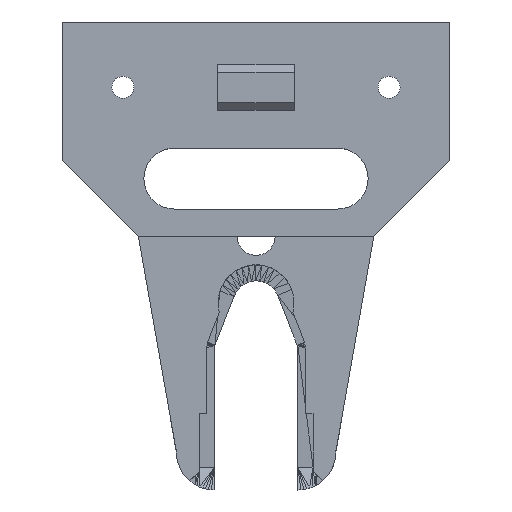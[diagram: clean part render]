
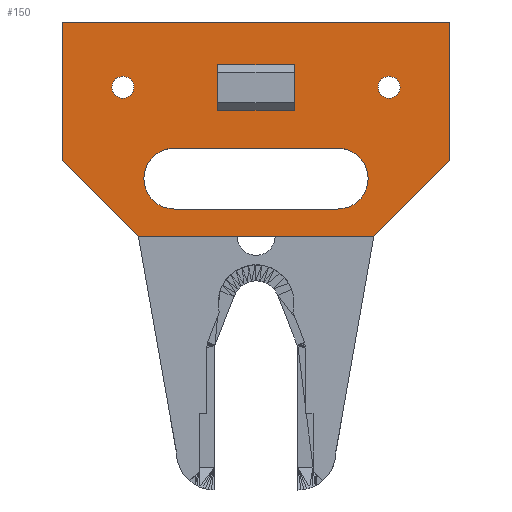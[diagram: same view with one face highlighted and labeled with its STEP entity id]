
A CAD part, top view. The second image highlights one B-rep face of the part: STEP entity #150.
In plain terms, the highlighted planar face has unit normal (0, 0, 1).
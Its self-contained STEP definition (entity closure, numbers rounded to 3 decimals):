
#44 = VERTEX_POINT('',#45);
#45 = CARTESIAN_POINT('',(-5.,3.,11.5));
#78 = VERTEX_POINT('',#79);
#79 = CARTESIAN_POINT('',(-5.,-3.,11.5));
#85 = EDGE_CURVE('',#44,#78,#86,.T.);
#86 = LINE('',#87,#88);
#87 = CARTESIAN_POINT('',(-5.,3.,11.5));
#88 = VECTOR('',#89,1.);
#89 = DIRECTION('',(0.,-1.,0.));
#100 = VERTEX_POINT('',#101);
#101 = CARTESIAN_POINT('',(5.,3.,11.5));
#116 = EDGE_CURVE('',#100,#44,#117,.T.);
#117 = LINE('',#118,#119);
#118 = CARTESIAN_POINT('',(5.,3.,11.5));
#119 = VECTOR('',#120,1.);
#120 = DIRECTION('',(-1.,0.,0.));
#150 = ADVANCED_FACE('',(#151,#201,#237,#248,#266),#277,.T.);
#151 = FACE_BOUND('',#152,.T.);
#152 = EDGE_LOOP('',(#153,#163,#171,#179,#187,#195));
#153 = ORIENTED_EDGE('',*,*,#154,.T.);
#154 = EDGE_CURVE('',#155,#157,#159,.T.);
#155 = VERTEX_POINT('',#156);
#156 = CARTESIAN_POINT('',(25.5,8.6,11.5));
#157 = VERTEX_POINT('',#158);
#158 = CARTESIAN_POINT('',(-25.5,8.6,11.5));
#159 = LINE('',#160,#161);
#160 = CARTESIAN_POINT('',(25.5,8.6,11.5));
#161 = VECTOR('',#162,1.);
#162 = DIRECTION('',(-1.,0.,0.));
#163 = ORIENTED_EDGE('',*,*,#164,.T.);
#164 = EDGE_CURVE('',#157,#165,#167,.T.);
#165 = VERTEX_POINT('',#166);
#166 = CARTESIAN_POINT('',(-25.5,-9.585,11.5));
#167 = LINE('',#168,#169);
#168 = CARTESIAN_POINT('',(-25.5,-8.6,11.5));
#169 = VECTOR('',#170,1.);
#170 = DIRECTION('',(0.,-1.,0.));
#171 = ORIENTED_EDGE('',*,*,#172,.T.);
#172 = EDGE_CURVE('',#165,#173,#175,.T.);
#173 = VERTEX_POINT('',#174);
#174 = CARTESIAN_POINT('',(-15.485,-19.6,11.5));
#175 = LINE('',#176,#177);
#176 = CARTESIAN_POINT('',(-15.139,-19.946,11.5));
#177 = VECTOR('',#178,1.);
#178 = DIRECTION('',(0.707,-0.707,0.));
#179 = ORIENTED_EDGE('',*,*,#180,.T.);
#180 = EDGE_CURVE('',#173,#181,#183,.T.);
#181 = VERTEX_POINT('',#182);
#182 = CARTESIAN_POINT('',(15.485,-19.6,11.5));
#183 = LINE('',#184,#185);
#184 = CARTESIAN_POINT('',(-25.5,-19.6,11.5));
#185 = VECTOR('',#186,1.);
#186 = DIRECTION('',(1.,0.,0.));
#187 = ORIENTED_EDGE('',*,*,#188,.T.);
#188 = EDGE_CURVE('',#181,#189,#191,.T.);
#189 = VERTEX_POINT('',#190);
#190 = CARTESIAN_POINT('',(25.5,-9.585,11.5));
#191 = LINE('',#192,#193);
#192 = CARTESIAN_POINT('',(21.856,-13.229,11.5));
#193 = VECTOR('',#194,1.);
#194 = DIRECTION('',(0.707,0.707,0.));
#195 = ORIENTED_EDGE('',*,*,#196,.F.);
#196 = EDGE_CURVE('',#155,#189,#197,.T.);
#197 = LINE('',#198,#199);
#198 = CARTESIAN_POINT('',(25.5,-8.6,11.5));
#199 = VECTOR('',#200,1.);
#200 = DIRECTION('',(0.,-1.,0.));
#201 = FACE_BOUND('',#202,.T.);
#202 = EDGE_LOOP('',(#203,#214,#222,#231));
#203 = ORIENTED_EDGE('',*,*,#204,.F.);
#204 = EDGE_CURVE('',#205,#207,#209,.T.);
#205 = VERTEX_POINT('',#206);
#206 = CARTESIAN_POINT('',(-10.75,-8.,11.5));
#207 = VERTEX_POINT('',#208);
#208 = CARTESIAN_POINT('',(-10.75,-16.,11.5));
#209 = CIRCLE('',#210,4.);
#210 = AXIS2_PLACEMENT_3D('',#211,#212,#213);
#211 = CARTESIAN_POINT('',(-10.75,-12.,11.5));
#212 = DIRECTION('',(0.,0.,1.));
#213 = DIRECTION('',(1.,0.,0.));
#214 = ORIENTED_EDGE('',*,*,#215,.T.);
#215 = EDGE_CURVE('',#205,#216,#218,.T.);
#216 = VERTEX_POINT('',#217);
#217 = CARTESIAN_POINT('',(10.75,-8.,11.5));
#218 = LINE('',#219,#220);
#219 = CARTESIAN_POINT('',(-10.75,-8.,11.5));
#220 = VECTOR('',#221,1.);
#221 = DIRECTION('',(1.,0.,0.));
#222 = ORIENTED_EDGE('',*,*,#223,.F.);
#223 = EDGE_CURVE('',#224,#216,#226,.T.);
#224 = VERTEX_POINT('',#225);
#225 = CARTESIAN_POINT('',(10.75,-16.,11.5));
#226 = CIRCLE('',#227,4.);
#227 = AXIS2_PLACEMENT_3D('',#228,#229,#230);
#228 = CARTESIAN_POINT('',(10.75,-12.,11.5));
#229 = DIRECTION('',(0.,0.,1.));
#230 = DIRECTION('',(1.,0.,0.));
#231 = ORIENTED_EDGE('',*,*,#232,.F.);
#232 = EDGE_CURVE('',#207,#224,#233,.T.);
#233 = LINE('',#234,#235);
#234 = CARTESIAN_POINT('',(-10.75,-16.,11.5));
#235 = VECTOR('',#236,1.);
#236 = DIRECTION('',(1.,0.,0.));
#237 = FACE_BOUND('',#238,.T.);
#238 = EDGE_LOOP('',(#239));
#239 = ORIENTED_EDGE('',*,*,#240,.T.);
#240 = EDGE_CURVE('',#241,#241,#243,.T.);
#241 = VERTEX_POINT('',#242);
#242 = CARTESIAN_POINT('',(-16.05,0.,11.5));
#243 = CIRCLE('',#244,1.45);
#244 = AXIS2_PLACEMENT_3D('',#245,#246,#247);
#245 = CARTESIAN_POINT('',(-17.5,0.,11.5));
#246 = DIRECTION('',(0.,0.,-1.));
#247 = DIRECTION('',(1.,0.,0.));
#248 = FACE_BOUND('',#249,.T.);
#249 = EDGE_LOOP('',(#250,#251,#252,#260));
#250 = ORIENTED_EDGE('',*,*,#85,.F.);
#251 = ORIENTED_EDGE('',*,*,#116,.F.);
#252 = ORIENTED_EDGE('',*,*,#253,.F.);
#253 = EDGE_CURVE('',#254,#100,#256,.T.);
#254 = VERTEX_POINT('',#255);
#255 = CARTESIAN_POINT('',(5.,-3.,11.5));
#256 = LINE('',#257,#258);
#257 = CARTESIAN_POINT('',(5.,-3.,11.5));
#258 = VECTOR('',#259,1.);
#259 = DIRECTION('',(0.,1.,0.));
#260 = ORIENTED_EDGE('',*,*,#261,.F.);
#261 = EDGE_CURVE('',#78,#254,#262,.T.);
#262 = LINE('',#263,#264);
#263 = CARTESIAN_POINT('',(-5.,-3.,11.5));
#264 = VECTOR('',#265,1.);
#265 = DIRECTION('',(1.,0.,0.));
#266 = FACE_BOUND('',#267,.T.);
#267 = EDGE_LOOP('',(#268));
#268 = ORIENTED_EDGE('',*,*,#269,.T.);
#269 = EDGE_CURVE('',#270,#270,#272,.T.);
#270 = VERTEX_POINT('',#271);
#271 = CARTESIAN_POINT('',(18.95,0.,11.5));
#272 = CIRCLE('',#273,1.45);
#273 = AXIS2_PLACEMENT_3D('',#274,#275,#276);
#274 = CARTESIAN_POINT('',(17.5,0.,11.5));
#275 = DIRECTION('',(0.,0.,-1.));
#276 = DIRECTION('',(1.,0.,0.));
#277 = PLANE('',#278);
#278 = AXIS2_PLACEMENT_3D('',#279,#280,#281);
#279 = CARTESIAN_POINT('',(0.,-5.5,11.5));
#280 = DIRECTION('',(0.,0.,1.));
#281 = DIRECTION('',(1.,0.,0.));
